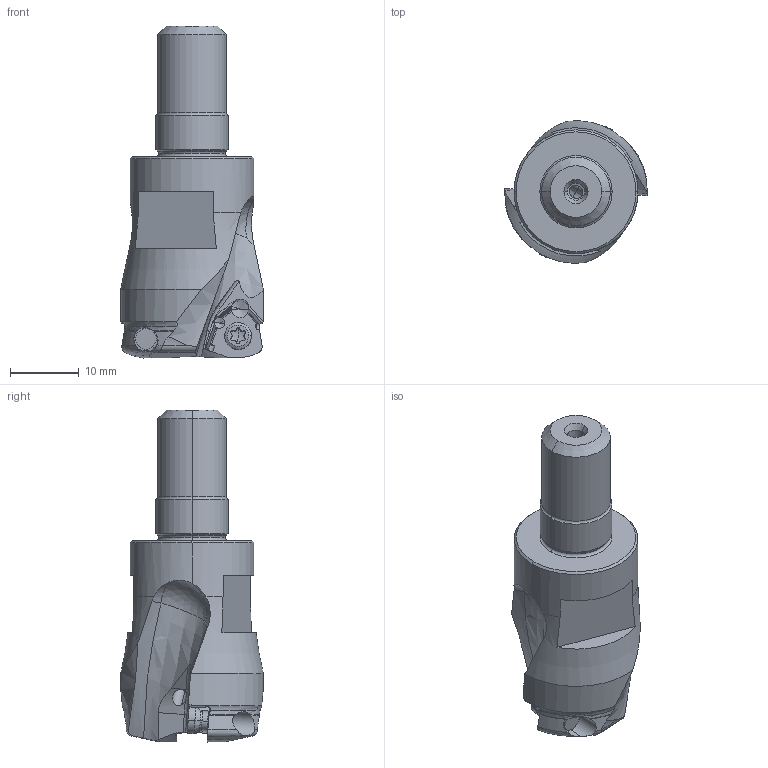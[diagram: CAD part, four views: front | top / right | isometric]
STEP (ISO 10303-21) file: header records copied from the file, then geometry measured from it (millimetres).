
FILE_DESCRIPTION(/* description */ (''),/* implementation_level */ '2;1');
FILE_NAME(/* name */ 'AJXU08R142AM1030.stp',/* time_stamp */ '2021-09-08T11:49:05+09:00',/* author */ (''),/* organization */ (''),/* preprocessor_version */ 'ST-DEVELOPER v16',/* originating_system */ 'SIEMENS PLM Software NX 10.0',/* authorisation */ '');
FILE_SCHEMA (('AUTOMOTIVE_DESIGN { 1 0 10303 214 3 1 1 1 }'));
Length unit declared in the file: millimetre
Products named in the file (1): AJXU08R142AM1030_ASM
Bounding box: 20.73 x 20.71 x 48.24 mm (x, y, z)
Volume: 7307.8 mm3; surface area: 3526 mm2
Topology: 3 solids, 3 shells, 247 faces, 752 edges, 519 vertices
Faces by surface type: cylinder 106, plane 57, cone 48, torus 24, bspline 6, sphere 6
Entity records: 11279 total; most frequent: CARTESIAN_POINT 4519, ORIENTED_EDGE 1476, DIRECTION 1314, EDGE_CURVE 738, AXIS2_PLACEMENT_3D 547, VERTEX_POINT 499, CIRCLE 264, EDGE_LOOP 257
